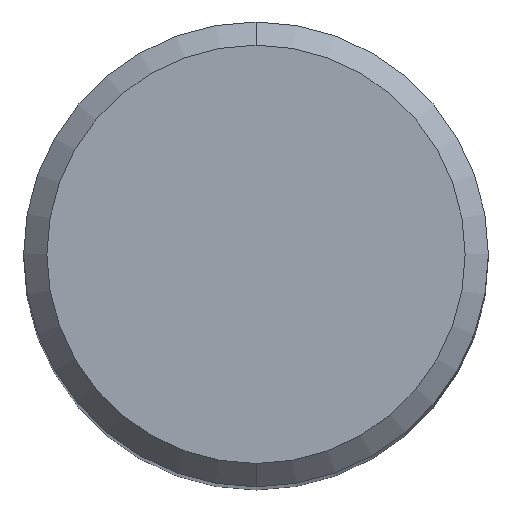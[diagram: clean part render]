
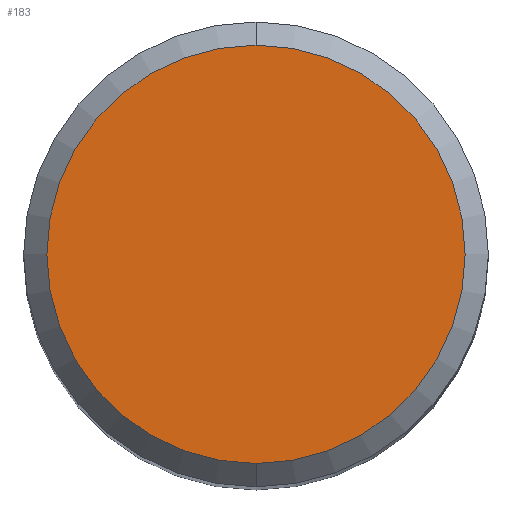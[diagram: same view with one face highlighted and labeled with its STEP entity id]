
A CAD part, top view. The second image highlights one B-rep face of the part: STEP entity #183.
In plain terms, the highlighted planar face has unit normal (0, 0, 1).
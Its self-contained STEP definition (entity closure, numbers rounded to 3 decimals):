
#121=EDGE_CURVE('',#207,#161,#278,.T.);
#161=VERTEX_POINT('',#321);
#167=EDGE_CURVE('',#161,#207,#327,.T.);
#183=ADVANCED_FACE('',(#345),#346,.T.);
#207=VERTEX_POINT('',#373);
#278=CIRCLE('',#443,4.5);
#321=CARTESIAN_POINT('',(0.0,4.5,0.0));
#327=CIRCLE('',#508,4.5);
#345=FACE_OUTER_BOUND('',#528,.T.);
#346=PLANE('',#529);
#373=CARTESIAN_POINT('',(0.,-4.5,0.0));
#443=AXIS2_PLACEMENT_3D('',#648,#649,#650);
#508=AXIS2_PLACEMENT_3D('',#703,#704,#705);
#528=EDGE_LOOP('',(#728,#729));
#529=AXIS2_PLACEMENT_3D('',#730,#731,#732);
#648=CARTESIAN_POINT('',(0.0,0.0,0.0));
#649=DIRECTION('',(0.0,0.0,-1.0));
#650=DIRECTION('',(0.0,1.0,0.0));
#703=CARTESIAN_POINT('',(0.0,0.0,0.0));
#704=DIRECTION('',(0.0,0.0,-1.0));
#705=DIRECTION('',(0.0,1.0,0.0));
#728=ORIENTED_EDGE('',*,*,#167,.F.);
#729=ORIENTED_EDGE('',*,*,#121,.F.);
#730=CARTESIAN_POINT('',(0.0,2.25,0.0));
#731=DIRECTION('',(-0.0,0.0,1.0));
#732=DIRECTION('',(0.0,-1.0,0.0));
